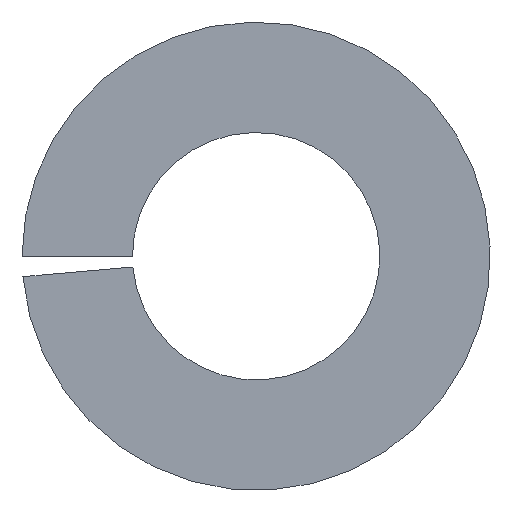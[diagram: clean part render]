
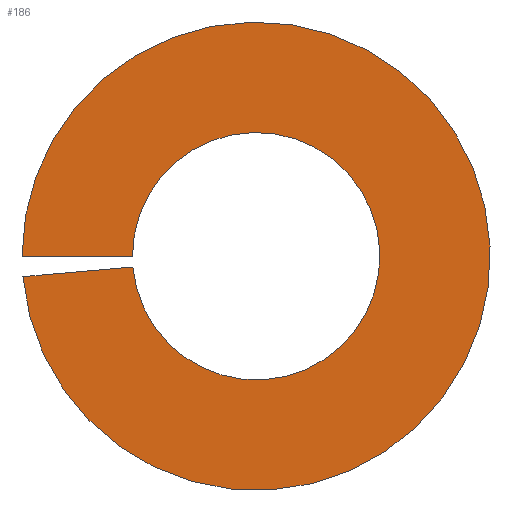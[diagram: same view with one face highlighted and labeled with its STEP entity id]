
A CAD part, front view. The second image highlights one B-rep face of the part: STEP entity #186.
In plain terms, the highlighted planar face has unit normal (0, -1, 0).
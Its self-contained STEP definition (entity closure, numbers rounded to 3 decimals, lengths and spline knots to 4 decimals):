
#120=CARTESIAN_POINT('',(-3.4219,0.,-0.2994));
#121=VERTEX_POINT('',#120);
#128=CARTESIAN_POINT('',(-3.435,0.,0.0));
#129=VERTEX_POINT('',#128);
#130=CARTESIAN_POINT('',(0.,0.,0.0));
#131=DIRECTION('',(0.0,1.0,0.0));
#132=DIRECTION('',(-1.0,0.0,0.0));
#133=AXIS2_PLACEMENT_3D('',#130,#131,#132);
#134=CIRCLE('',#133,3.435);
#135=EDGE_CURVE('',#129,#121,#134,.T.);
#155=CARTESIAN_POINT('',(-4.9675,0.,0.0));
#156=DIRECTION('',(0.0,-1.0,0.0));
#157=DIRECTION('',(0.0,0.0,-1.0));
#158=AXIS2_PLACEMENT_3D('',#155,#156,#157);
#159=PLANE('',#158);
#160=CARTESIAN_POINT('',(-6.4753,0.,-0.5665));
#161=VERTEX_POINT('',#160);
#162=CARTESIAN_POINT('',(-3.4219,0.,-0.2994));
#163=DIRECTION('',(-0.996,0.,-0.087));
#164=VECTOR('',#163,3.065);
#165=LINE('',#162,#164);
#166=EDGE_CURVE('',#121,#161,#165,.T.);
#167=ORIENTED_EDGE('',*,*,#166,.T.);
#168=CARTESIAN_POINT('',(-6.5,0.,0.0));
#169=VERTEX_POINT('',#168);
#170=CARTESIAN_POINT('',(0.,0.,0.0));
#171=DIRECTION('',(0.0,1.0,0.0));
#172=DIRECTION('',(-1.0,0.0,0.0));
#173=AXIS2_PLACEMENT_3D('',#170,#171,#172);
#174=CIRCLE('',#173,6.5);
#175=EDGE_CURVE('',#169,#161,#174,.T.);
#176=ORIENTED_EDGE('',*,*,#175,.F.);
#177=CARTESIAN_POINT('',(-3.435,0.,0.0));
#178=DIRECTION('',(-1.0,0.0,0.0));
#179=VECTOR('',#178,3.065);
#180=LINE('',#177,#179);
#181=EDGE_CURVE('',#129,#169,#180,.T.);
#182=ORIENTED_EDGE('',*,*,#181,.F.);
#183=ORIENTED_EDGE('',*,*,#135,.T.);
#184=EDGE_LOOP('',(#167,#176,#182,#183));
#185=FACE_OUTER_BOUND('',#184,.T.);
#186=ADVANCED_FACE('',(#185),#159,.T.);
